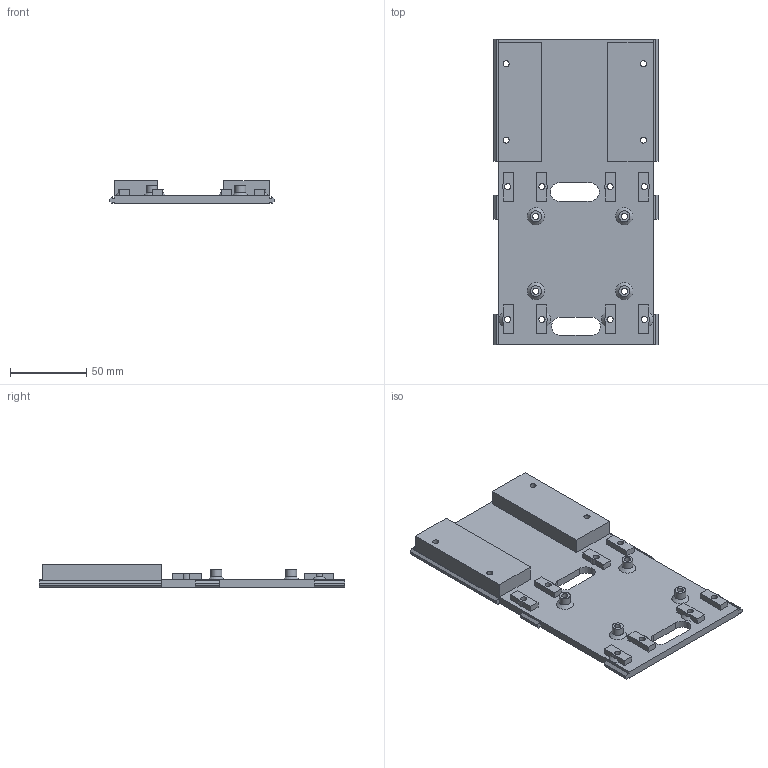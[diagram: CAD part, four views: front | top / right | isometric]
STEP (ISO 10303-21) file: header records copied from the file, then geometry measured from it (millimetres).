
FILE_DESCRIPTION(/* description */ (''),/* implementation_level */ '2;1');
FILE_NAME(/* name */ 'Plate Bottom A.step',/* time_stamp */ '2025-04-26T00:01:47+02:00',/* author */ (''),/* organization */ (''),/* preprocessor_version */ 'ST-DEVELOPER v20.1',/* originating_system */ 'Autodesk Translation Framework v14.4.0.0',/* authorisation */ '');
FILE_SCHEMA (('AUTOMOTIVE_DESIGN { 1 0 10303 214 3 1 1 }'));
Length unit declared in the file: millimetre
Products named in the file (1): Platte Raspberry Akku 2
Bounding box: 107.6 x 200 x 14.88 mm (x, y, z)
Volume: 146864.4 mm3; surface area: 53315.8 mm2
Topology: 1 solids, 1 shells, 166 faces, 446 edges, 296 vertices
Faces by surface type: plane 126, cylinder 32, cone 8
Full cylindrical faces by diameter (mm): 4 x16, 7.2 x4
Entity records: 5247 total; most frequent: CARTESIAN_POINT 925, ORIENTED_EDGE 892, DIRECTION 844, EDGE_CURVE 446, LINE 366, VECTOR 366, VERTEX_POINT 296, AXIS2_PLACEMENT_3D 239
